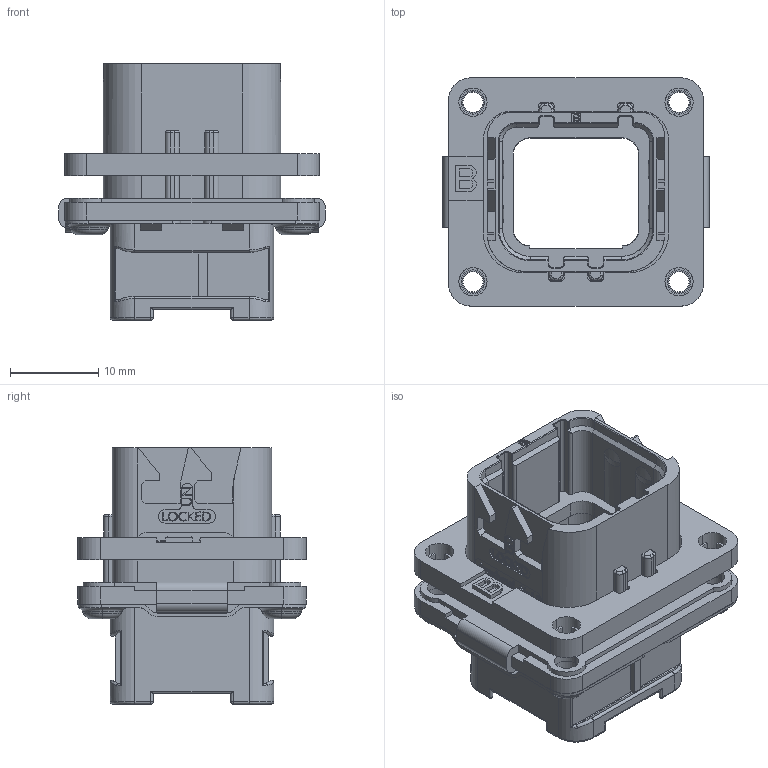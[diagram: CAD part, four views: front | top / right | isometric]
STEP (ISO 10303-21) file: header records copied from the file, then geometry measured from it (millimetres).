
FILE_DESCRIPTION((''),'2;1');
FILE_NAME('SIM2B24B111','2019-10-21T',('presta_be4'),(''),'CREO PARAMETRIC BY PTC INC, 2018360','CREO PARAMETRIC BY PTC INC, 2018360','');
FILE_SCHEMA(('CONFIG_CONTROL_DESIGN'));
Products named in the file (1): SIM2B24B111
Bounding box: 30.1 x 25.8 x 28.97 mm (x, y, z)
Volume: 5249.5 mm3; surface area: 7007.9 mm2
Topology: 2 solids, 2 shells, 1842 faces, 5094 edges, 3320 vertices
Faces by surface type: plane 800, extrusion 608, cylinder 282, torus 76, bspline 28, sphere 24, cone 24
Entity records: 62003 total; most frequent: CARTESIAN_POINT 17253, ORIENTED_EDGE 10172, DIRECTION 7384, EDGE_CURVE 5086, VECTOR 3572, VERTEX_POINT 3320, LINE 2964, B_SPLINE_CURVE_WITH_KNOTS 2030
